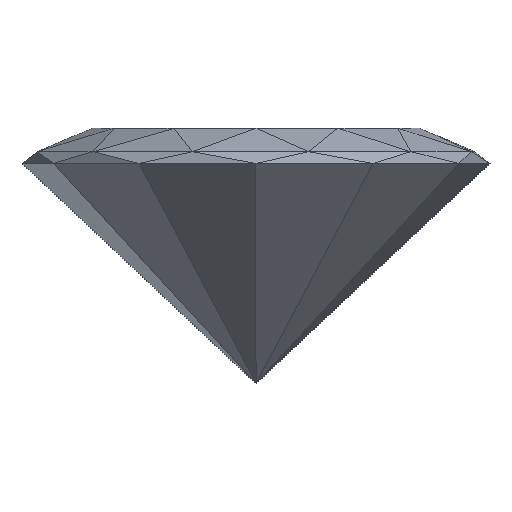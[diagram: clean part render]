
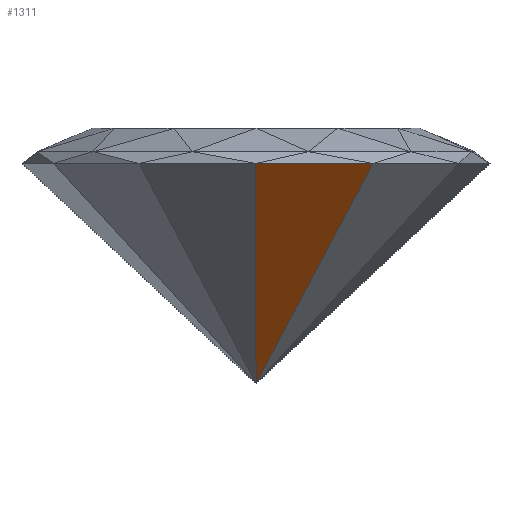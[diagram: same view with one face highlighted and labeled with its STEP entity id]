
A CAD part, left-side view. The second image highlights one B-rep face of the part: STEP entity #1311.
In plain terms, the highlighted free-form (B-spline) face has degree [1, 1] with [2, 2] control points.
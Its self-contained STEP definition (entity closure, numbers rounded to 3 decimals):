
#72 = VERTEX_POINT('',#73);
#73 = CARTESIAN_POINT('',(-8.037,0.,
    7.566));
#843 = VERTEX_POINT('',#844);
#844 = CARTESIAN_POINT('',(-6.96,-4.018,
    7.566));
#912 = EDGE_CURVE('',#72,#843,#913,.T.);
#913 = B_SPLINE_CURVE_WITH_KNOTS('',1,(#914,#915),.UNSPECIFIED.,.F.,.F.,
  (2,2),(-10.451,-5.274),.PIECEWISE_BEZIER_KNOTS.);
#914 = CARTESIAN_POINT('',(-8.037,0.,
    7.566));
#915 = CARTESIAN_POINT('',(-6.96,-4.018,
    7.566));
#1311 = ADVANCED_FACE('',(#1312),#1327,.T.);
#1312 = FACE_BOUND('',#1313,.T.);
#1313 = EDGE_LOOP('',(#1314,#1321,#1326));
#1314 = ORIENTED_EDGE('',*,*,#1315,.T.);
#1315 = EDGE_CURVE('',#72,#1316,#1318,.T.);
#1316 = VERTEX_POINT('',#1317);
#1317 = CARTESIAN_POINT('',(0.,0.,0.));
#1318 = B_SPLINE_CURVE_WITH_KNOTS('',1,(#1319,#1320),.UNSPECIFIED.,.F.,
  .F.,(2,2),(5.176,18.911),.PIECEWISE_BEZIER_KNOTS.);
#1319 = CARTESIAN_POINT('',(-8.037,0.,
    7.566));
#1320 = CARTESIAN_POINT('',(0.,0.,0.));
#1321 = ORIENTED_EDGE('',*,*,#1322,.T.);
#1322 = EDGE_CURVE('',#1316,#843,#1323,.T.);
#1323 = B_SPLINE_CURVE_WITH_KNOTS('',1,(#1324,#1325),.UNSPECIFIED.,.F.,
  .F.,(2,2),(-18.911,-5.176),.PIECEWISE_BEZIER_KNOTS.);
#1324 = CARTESIAN_POINT('',(0.,0.,0.));
#1325 = CARTESIAN_POINT('',(-6.96,-4.018,
    7.566));
#1326 = ORIENTED_EDGE('',*,*,#912,.F.);
#1327 = B_SPLINE_SURFACE_WITH_KNOTS('',1,1,(
    (#1328,#1329)
    ,(#1330,#1331
    )),.UNSPECIFIED.,.F.,.F.,.F.,(2,2),(2,2),(-5.134,
    0.051),(-1.113,12.896),
  .PIECEWISE_BEZIER_KNOTS.);
#1328 = CARTESIAN_POINT('',(-7.014,-4.096,
    7.636));
#1329 = CARTESIAN_POINT('',(0.085,0.003,
    -0.081));
#1330 = CARTESIAN_POINT('',(-8.616,-0.288,
    8.185));
#1331 = CARTESIAN_POINT('',(-1.517,3.81,
    0.467));
